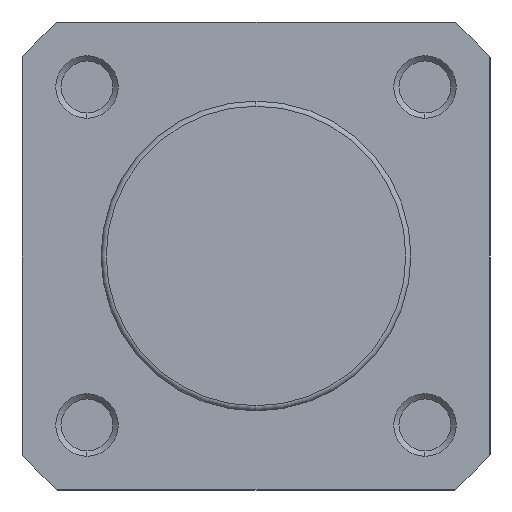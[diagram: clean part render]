
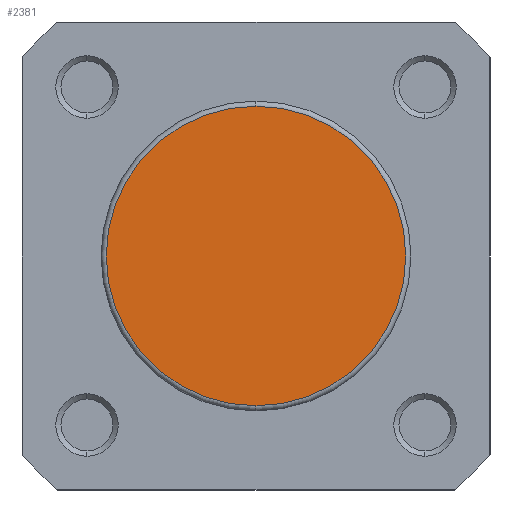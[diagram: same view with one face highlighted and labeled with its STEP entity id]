
A CAD part, left-side view. The second image highlights one B-rep face of the part: STEP entity #2381.
In plain terms, the highlighted planar face has unit normal (-1, 0, 0).
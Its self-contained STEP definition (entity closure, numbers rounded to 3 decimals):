
#693 = CARTESIAN_POINT ( 'NONE',  ( 0., -14.9, 0. ) ) ;
#694 = PLANE ( 'NONE',  #2232 ) ;
#695 = DIRECTION ( 'NONE',  ( -1., 0., 0. ) ) ;
#696 = DIRECTION ( 'NONE',  ( 0., 0., 1. ) ) ;
#1232 = CARTESIAN_POINT ( 'NONE',  ( 0., 0., 0. ) ) ;
#1233 = DIRECTION ( 'NONE',  ( -1., 0., 0. ) ) ;
#1234 = DIRECTION ( 'NONE',  ( 0., 0., 1. ) ) ;
#1456 = CARTESIAN_POINT ( 'NONE',  ( 0., 0., 0. ) ) ;
#1465 = DIRECTION ( 'NONE',  ( -1., 0., 0. ) ) ;
#1466 = DIRECTION ( 'NONE',  ( 0., 0., 1. ) ) ;
#1775 = CARTESIAN_POINT ( 'NONE',  ( 0., 0., -14.4 ) ) ;
#1778 = CARTESIAN_POINT ( 'NONE',  ( 0., 0., 14.4 ) ) ;
#1941 = AXIS2_PLACEMENT_3D ( 'NONE', #1232, #1233, #1234 ) ;
#1989 = AXIS2_PLACEMENT_3D ( 'NONE', #1456, #1465, #1466 ) ;
#2232 = AXIS2_PLACEMENT_3D ( 'NONE', #693, #695, #696 ) ;
#2381 = ADVANCED_FACE ( 'NONE', ( #2818 ), #694, .T. ) ;
#2818 = FACE_OUTER_BOUND ( 'NONE', #5350, .T. ) ;
#3145 = CIRCLE ( 'NONE', #1941, 14.4 ) ;
#3278 = CIRCLE ( 'NONE', #1989, 14.4 ) ;
#3383 = EDGE_CURVE ( 'NONE', #3748, #3745, #3145, .T. ) ;
#3474 = EDGE_CURVE ( 'NONE', #3745, #3748, #3278, .T. ) ;
#3745 = VERTEX_POINT ( 'NONE', #1775 ) ;
#3748 = VERTEX_POINT ( 'NONE', #1778 ) ;
#4880 = ORIENTED_EDGE ( 'NONE', *, *, #3383, .T. ) ;
#5321 = ORIENTED_EDGE ( 'NONE', *, *, #3474, .T. ) ;
#5350 = EDGE_LOOP ( 'NONE', ( #4880, #5321 ) ) ;
